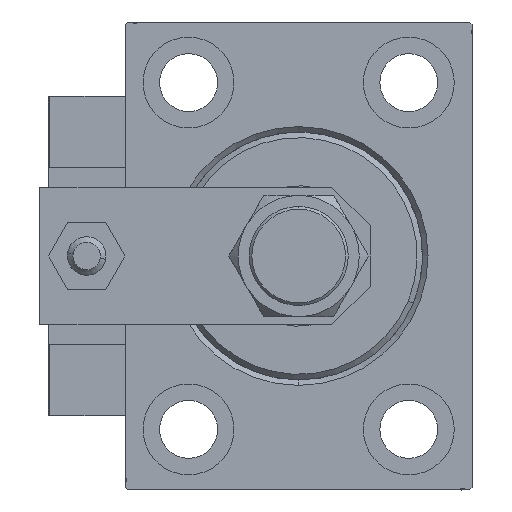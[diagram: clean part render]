
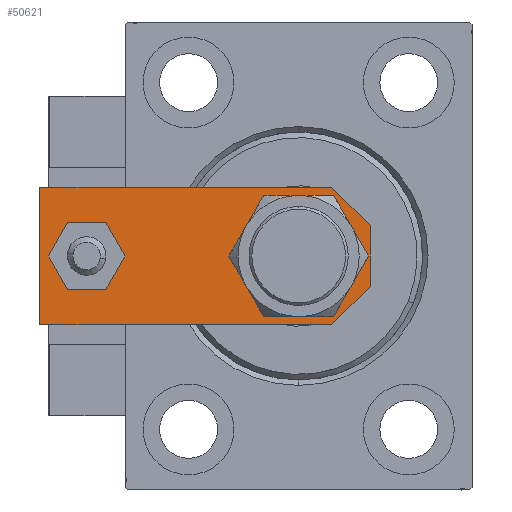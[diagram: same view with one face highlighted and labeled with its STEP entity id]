
A CAD part, left-side view. The second image highlights one B-rep face of the part: STEP entity #50621.
In plain terms, the highlighted face is planar.
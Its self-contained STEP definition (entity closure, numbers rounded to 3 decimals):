
#1045 = LINE ( 'NONE', #48672, #43620 ) ;
#1250 = CARTESIAN_POINT ( 'NONE',  ( 12.5, 0., 6. ) ) ;
#2033 = DIRECTION ( 'NONE',  ( 1., 0., 0. ) ) ;
#2196 = PLANE ( 'NONE',  #27023 ) ;
#3134 = CARTESIAN_POINT ( 'NONE',  ( 0., 51.5, 6. ) ) ;
#4080 = VECTOR ( 'NONE', #25929, 1000. ) ;
#4349 = ORIENTED_EDGE ( 'NONE', *, *, #26313, .F. ) ;
#5663 = CARTESIAN_POINT ( 'NONE',  ( 8.25, 13., 6. ) ) ;
#5866 = FACE_BOUND ( 'NONE', #48410, .T. ) ;
#5881 = CARTESIAN_POINT ( 'NONE',  ( -8.25, 13., 6. ) ) ;
#6279 = DIRECTION ( 'NONE',  ( 0., 0., 1. ) ) ;
#6403 = CIRCLE ( 'NONE', #38981, 4. ) ;
#7053 = CARTESIAN_POINT ( 'NONE',  ( -5.5, 0., 6. ) ) ;
#7873 = DIRECTION ( 'NONE',  ( 0.707, -0.707, 0. ) ) ;
#7925 = CARTESIAN_POINT ( 'NONE',  ( 0., 51.5, 6. ) ) ;
#8692 = EDGE_CURVE ( 'NONE', #9244, #11857, #1045, .T. ) ;
#9109 = EDGE_CURVE ( 'NONE', #24329, #25183, #49632, .T. ) ;
#9213 = CARTESIAN_POINT ( 'NONE',  ( -12.5, 60., 6. ) ) ;
#9244 = VERTEX_POINT ( 'NONE', #26076 ) ;
#9878 = CARTESIAN_POINT ( 'NONE',  ( -12.5, 0., 6. ) ) ;
#9962 = CARTESIAN_POINT ( 'NONE',  ( 5.5, 0., 6. ) ) ;
#11009 = ORIENTED_EDGE ( 'NONE', *, *, #11754, .F. ) ;
#11754 = EDGE_CURVE ( 'NONE', #39642, #35798, #16125, .T. ) ;
#11857 = VERTEX_POINT ( 'NONE', #7053 ) ;
#13374 = LINE ( 'NONE', #25410, #4080 ) ;
#14095 = CIRCLE ( 'NONE', #17466, 8.25 ) ;
#14409 = ORIENTED_EDGE ( 'NONE', *, *, #36069, .T. ) ;
#14417 = ORIENTED_EDGE ( 'NONE', *, *, #36563, .F. ) ;
#15010 = FACE_OUTER_BOUND ( 'NONE', #15994, .T. ) ;
#15734 = CARTESIAN_POINT ( 'NONE',  ( 0., 13., 6. ) ) ;
#15909 = ORIENTED_EDGE ( 'NONE', *, *, #41129, .T. ) ;
#15994 = EDGE_LOOP ( 'NONE', ( #37229, #40656, #29497, #14409, #41161, #15909 ) ) ;
#16125 = CIRCLE ( 'NONE', #45368, 4. ) ;
#17466 = AXIS2_PLACEMENT_3D ( 'NONE', #49417, #25346, #41310 ) ;
#18160 = VERTEX_POINT ( 'NONE', #5881 ) ;
#18401 = DIRECTION ( 'NONE',  ( 1., 0., 0. ) ) ;
#18451 = VECTOR ( 'NONE', #2033, 1000. ) ;
#18491 = EDGE_CURVE ( 'NONE', #18160, #25367, #22945, .T. ) ;
#19140 = DIRECTION ( 'NONE',  ( 0., 0., 1. ) ) ;
#20088 = ORIENTED_EDGE ( 'NONE', *, *, #18491, .F. ) ;
#22945 = CIRCLE ( 'NONE', #37140, 8.25 ) ;
#22976 = VERTEX_POINT ( 'NONE', #31266 ) ;
#23877 = DIRECTION ( 'NONE',  ( 1., 0., 0. ) ) ;
#24010 = DIRECTION ( 'NONE',  ( -1., 0., 0. ) ) ;
#24329 = VERTEX_POINT ( 'NONE', #46912 ) ;
#25183 = VERTEX_POINT ( 'NONE', #30570 ) ;
#25346 = DIRECTION ( 'NONE',  ( 0., 0., 1. ) ) ;
#25367 = VERTEX_POINT ( 'NONE', #5663 ) ;
#25410 = CARTESIAN_POINT ( 'NONE',  ( 2.75, -2.75, 6. ) ) ;
#25929 = DIRECTION ( 'NONE',  ( 0.707, 0.707, 0. ) ) ;
#26076 = CARTESIAN_POINT ( 'NONE',  ( -12.5, 7., 6. ) ) ;
#26313 = EDGE_CURVE ( 'NONE', #35798, #39642, #6403, .T. ) ;
#26414 = DIRECTION ( 'NONE',  ( 1., 0., 0. ) ) ;
#26531 = CARTESIAN_POINT ( 'NONE',  ( 0., 0., 6. ) ) ;
#27023 = AXIS2_PLACEMENT_3D ( 'NONE', #26531, #34892, #18401 ) ;
#27295 = DIRECTION ( 'NONE',  ( 0., 0., 1. ) ) ;
#27683 = CARTESIAN_POINT ( 'NONE',  ( 12.5, 60., 6. ) ) ;
#27945 = LINE ( 'NONE', #27683, #47590 ) ;
#29497 = ORIENTED_EDGE ( 'NONE', *, *, #45610, .T. ) ;
#30570 = CARTESIAN_POINT ( 'NONE',  ( 12.5, 60., 6. ) ) ;
#31266 = CARTESIAN_POINT ( 'NONE',  ( -12.5, 60., 6. ) ) ;
#31996 = DIRECTION ( 'NONE',  ( 0., -1., 0. ) ) ;
#34892 = DIRECTION ( 'NONE',  ( 0., 0., 1. ) ) ;
#35798 = VERTEX_POINT ( 'NONE', #45879 ) ;
#36069 = EDGE_CURVE ( 'NONE', #48477, #24329, #13374, .T. ) ;
#36563 = EDGE_CURVE ( 'NONE', #25367, #18160, #14095, .T. ) ;
#37140 = AXIS2_PLACEMENT_3D ( 'NONE', #15734, #19140, #42692 ) ;
#37229 = ORIENTED_EDGE ( 'NONE', *, *, #37233, .T. ) ;
#37233 = EDGE_CURVE ( 'NONE', #22976, #9244, #45062, .T. ) ;
#38981 = AXIS2_PLACEMENT_3D ( 'NONE', #7925, #27295, #23877 ) ;
#39642 = VERTEX_POINT ( 'NONE', #48829 ) ;
#40656 = ORIENTED_EDGE ( 'NONE', *, *, #8692, .T. ) ;
#41129 = EDGE_CURVE ( 'NONE', #25183, #22976, #27945, .T. ) ;
#41161 = ORIENTED_EDGE ( 'NONE', *, *, #9109, .T. ) ;
#41310 = DIRECTION ( 'NONE',  ( 1., 0., 0. ) ) ;
#41912 = VECTOR ( 'NONE', #49374, 1000. ) ;
#42575 = LINE ( 'NONE', #9878, #18451 ) ;
#42692 = DIRECTION ( 'NONE',  ( 1., 0., 0. ) ) ;
#42739 = FACE_BOUND ( 'NONE', #50877, .T. ) ;
#43620 = VECTOR ( 'NONE', #7873, 1000. ) ;
#45062 = LINE ( 'NONE', #9213, #47560 ) ;
#45368 = AXIS2_PLACEMENT_3D ( 'NONE', #3134, #6279, #26414 ) ;
#45610 = EDGE_CURVE ( 'NONE', #11857, #48477, #42575, .T. ) ;
#45879 = CARTESIAN_POINT ( 'NONE',  ( -4., 51.5, 6. ) ) ;
#46912 = CARTESIAN_POINT ( 'NONE',  ( 12.5, 7., 6. ) ) ;
#47560 = VECTOR ( 'NONE', #31996, 1000. ) ;
#47590 = VECTOR ( 'NONE', #24010, 1000. ) ;
#48410 = EDGE_LOOP ( 'NONE', ( #4349, #11009 ) ) ;
#48477 = VERTEX_POINT ( 'NONE', #9962 ) ;
#48672 = CARTESIAN_POINT ( 'NONE',  ( -2.75, -2.75, 6. ) ) ;
#48829 = CARTESIAN_POINT ( 'NONE',  ( 4., 51.5, 6. ) ) ;
#49374 = DIRECTION ( 'NONE',  ( 0., 1., 0. ) ) ;
#49417 = CARTESIAN_POINT ( 'NONE',  ( 0., 13., 6. ) ) ;
#49632 = LINE ( 'NONE', #1250, #41912 ) ;
#50621 = ADVANCED_FACE ( 'NONE', ( #5866, #15010, #42739 ), #2196, .T. ) ;
#50877 = EDGE_LOOP ( 'NONE', ( #20088, #14417 ) ) ;
